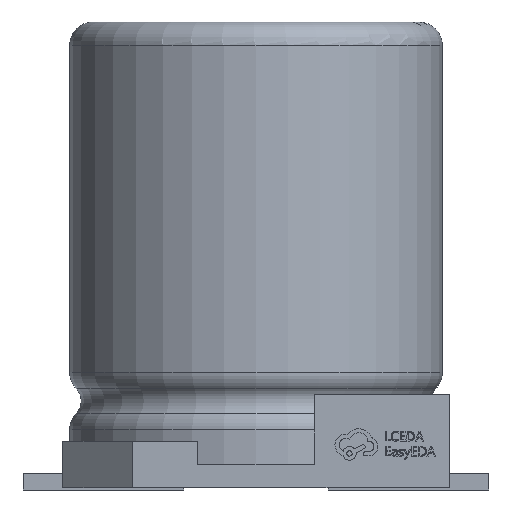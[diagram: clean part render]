
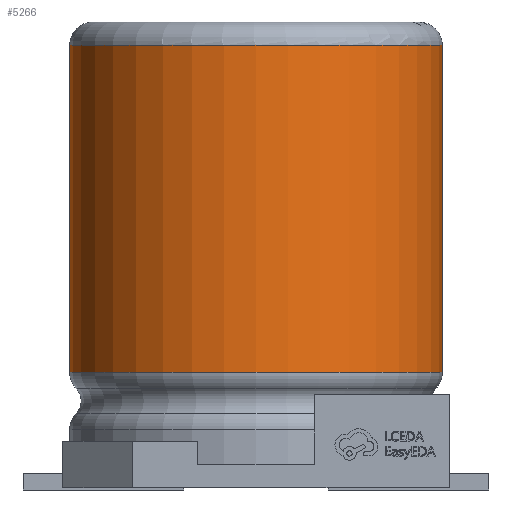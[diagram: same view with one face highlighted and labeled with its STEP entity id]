
A CAD part, front view. The second image highlights one B-rep face of the part: STEP entity #5266.
In plain terms, the highlighted cylindrical face has radius 4 mm (diameter 8 mm), a full revolution.
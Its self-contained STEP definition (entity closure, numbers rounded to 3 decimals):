
#509=LINE('',#7021,#1048);
#1048=VECTOR('',#5899,4.);
#1587=CYLINDRICAL_SURFACE('',#5576,4.);
#1598=FACE_OUTER_BOUND('',#1876,.T.);
#1876=EDGE_LOOP('',(#3482,#3483,#3484,#3485,#3486));
#2176=CIRCLE('',#5565,4.);
#2182=CIRCLE('',#5573,4.);
#2183=CIRCLE('',#5574,4.);
#2199=VERTEX_POINT('',#7001);
#2204=VERTEX_POINT('',#7014);
#2205=VERTEX_POINT('',#7016);
#2705=EDGE_CURVE('',#2199,#2199,#2176,.T.);
#2711=EDGE_CURVE('',#2205,#2204,#2182,.T.);
#2712=EDGE_CURVE('',#2204,#2205,#2183,.T.);
#2714=EDGE_CURVE('',#2199,#2205,#509,.T.);
#3482=ORIENTED_EDGE('',*,*,#2705,.T.);
#3483=ORIENTED_EDGE('',*,*,#2714,.T.);
#3484=ORIENTED_EDGE('',*,*,#2711,.T.);
#3485=ORIENTED_EDGE('',*,*,#2712,.T.);
#3486=ORIENTED_EDGE('',*,*,#2714,.F.);
#5266=ADVANCED_FACE('',(#1598),#1587,.T.);
#5565=AXIS2_PLACEMENT_3D('',#7003,#5875,#5876);
#5573=AXIS2_PLACEMENT_3D('',#7017,#5891,#5892);
#5574=AXIS2_PLACEMENT_3D('',#7018,#5893,#5894);
#5576=AXIS2_PLACEMENT_3D('',#7020,#5897,#5898);
#5875=DIRECTION('center_axis',(0.,0.,1.));
#5876=DIRECTION('ref_axis',(1.,0.,0.));
#5891=DIRECTION('center_axis',(0.,0.,-1.));
#5892=DIRECTION('ref_axis',(-1.,0.,0.));
#5893=DIRECTION('center_axis',(0.,0.,-1.));
#5894=DIRECTION('ref_axis',(-1.,0.,0.));
#5897=DIRECTION('center_axis',(0.,0.,-1.));
#5898=DIRECTION('ref_axis',(1.,0.,0.));
#5899=DIRECTION('',(0.,0.,1.));
#7001=CARTESIAN_POINT('',(-4.,0.,2.525));
#7003=CARTESIAN_POINT('Origin',(0.,0.,2.525));
#7014=CARTESIAN_POINT('',(4.,0.,9.55));
#7016=CARTESIAN_POINT('',(-4.,0.,9.55));
#7017=CARTESIAN_POINT('Origin',(0.,0.,9.55));
#7018=CARTESIAN_POINT('Origin',(0.,0.,9.55));
#7020=CARTESIAN_POINT('Origin',(0.,0.,31.364));
#7021=CARTESIAN_POINT('',(-4.,0.,31.364));
